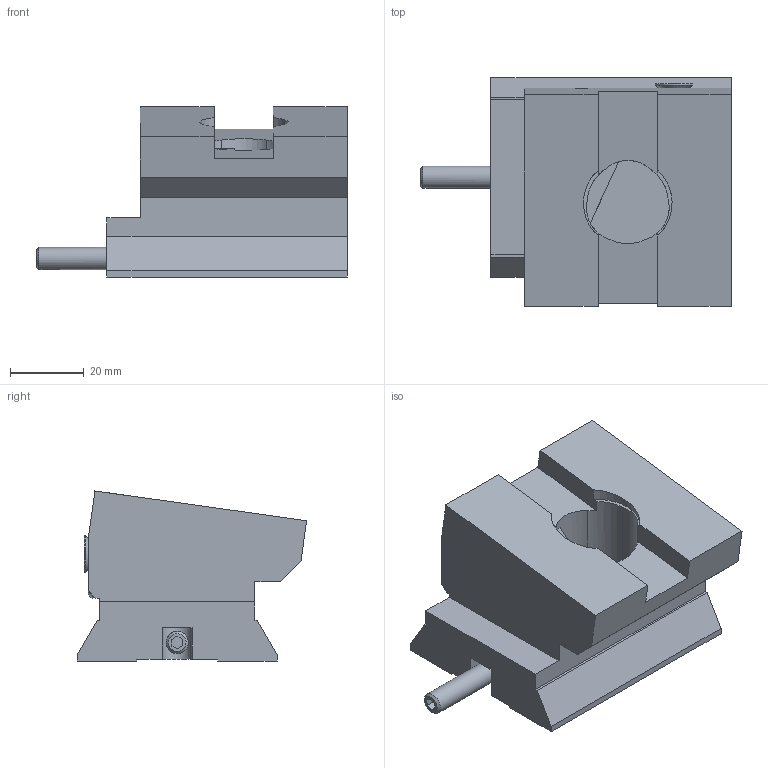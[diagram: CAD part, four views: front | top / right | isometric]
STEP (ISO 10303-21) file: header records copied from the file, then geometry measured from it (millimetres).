
FILE_DESCRIPTION(/* description */ (''),/* implementation_level */ '2;1');
FILE_NAME(/* name */ 'W8900006_A__specification_W8900006_Aussen_.stp',/* time_stamp */ '2013-12-04T09:14:52+01:00',/* author */ (''),/* organization */ (''),/* preprocessor_version */ 'ST-DEVELOPER v11',/* originating_system */ 'SIEMENS PLM Software NX 7.5',/* authorisation */ '');
FILE_SCHEMA (('AUTOMOTIVE_DESIGN { 1 0 10303 214 1 1 1 1 }'));
Length unit declared in the file: millimetre
Products named in the file (1): webe311A9rp2
Bounding box: 84 x 62 x 46 mm (x, y, z)
Volume: 110286.2 mm3; surface area: 21624.3 mm2
Topology: 1 solids, 2 shells, 86 faces, 240 edges, 160 vertices
Faces by surface type: plane 60, cylinder 21, cone 5
Full cylindrical faces by diameter (mm): 6 x1, 10 x1
Entity records: 2848 total; most frequent: CARTESIAN_POINT 615, ORIENTED_EDGE 464, DIRECTION 449, EDGE_CURVE 232, LINE 165, VECTOR 165, VERTEX_POINT 157, AXIS2_PLACEMENT_3D 142
